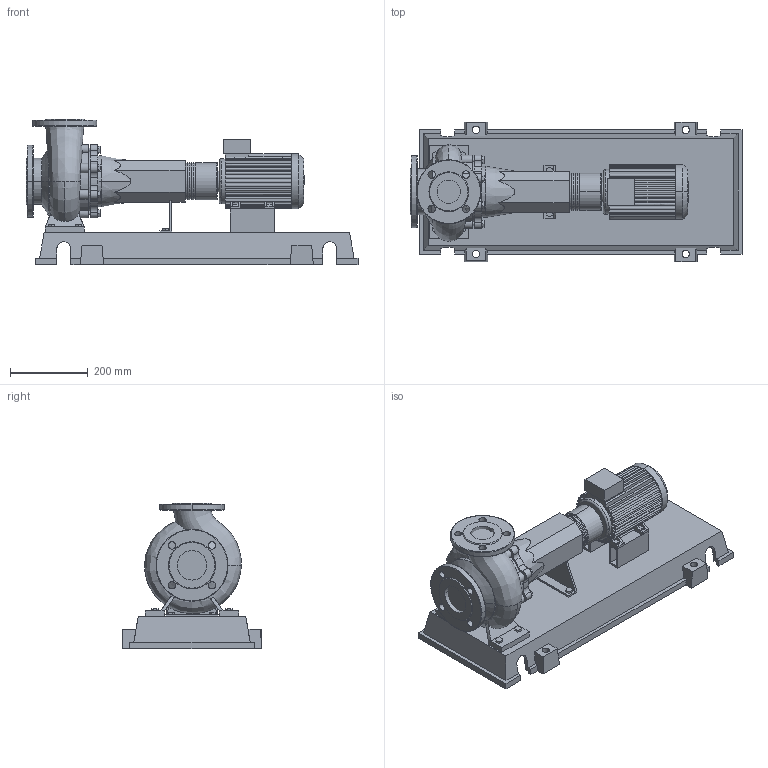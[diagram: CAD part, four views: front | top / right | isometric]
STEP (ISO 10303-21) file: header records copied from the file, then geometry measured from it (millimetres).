
FILE_DESCRIPTION((''),'2;1');
FILE_NAME('3d_NL50_125-0.37-4-05-4109032.stp','2015-03-03T07:42:13',(''),(''),'Mechanical Desktop 2009','Mechanical Desktop 2009',', , ');
FILE_SCHEMA(('CONFIG_CONTROL_DESIGN'));
Length unit declared in the file: millimetre
Products named in the file (1): Product
Bounding box: 855 x 360 x 375 mm (x, y, z)
Volume: 16925472.8 mm3; surface area: 1761520 mm2
Topology: 13 solids, 13 shells, 822 faces, 2198 edges, 1445 vertices
Faces by surface type: plane 438, bspline 203, cylinder 167, cone 8, torus 6
Entity records: 29861 total; most frequent: CARTESIAN_POINT 9457, ORIENTED_EDGE 4398, DIRECTION 3945, EDGE_CURVE 2199, VECTOR 1473, LINE 1473, VERTEX_POINT 1444, AXIS2_PLACEMENT_3D 1236
